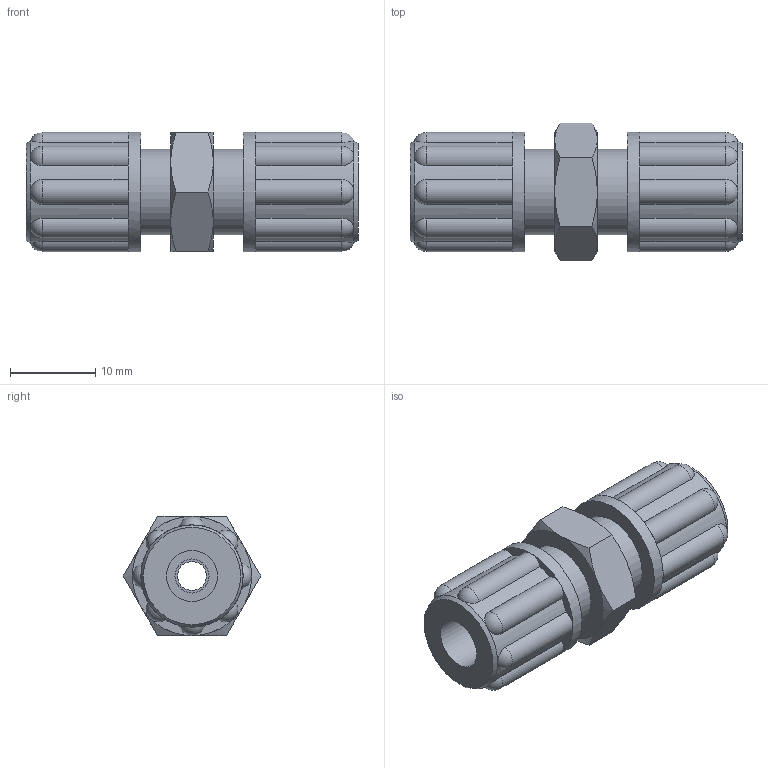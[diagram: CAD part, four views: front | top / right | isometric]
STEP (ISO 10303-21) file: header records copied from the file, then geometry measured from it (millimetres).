
FILE_DESCRIPTION(/* description */ (''),/* implementation_level */ '2;1');
FILE_NAME(/* name */ '1A100T40xx.stp',/* time_stamp */ '2017-11-02T12:48:57+01:00',/* author */ ('aruf'),/* organization */ (''),/* preprocessor_version */ 'ST-DEVELOPER v16.13',/* originating_system */ 'Autodesk Inventor 2018',/* authorisation */ '');
FILE_SCHEMA (('AUTOMOTIVE_DESIGN { 1 0 10303 214 3 1 1 }'));
Length unit declared in the file: millimetre
Products named in the file (1): 1A100T40xx
Bounding box: 39 x 16.17 x 14 mm (x, y, z)
Volume: 4195.9 mm3; surface area: 3247.1 mm2
Topology: 1 solids, 1 shells, 103 faces, 231 edges, 138 vertices
Faces by surface type: cylinder 41, plane 32, sphere 16, cone 14
Full cylindrical faces by diameter (mm): 3.4 x1, 4 x2, 6 x2, 10 x2, 14 x2
Entity records: 3119 total; most frequent: CARTESIAN_POINT 862, DIRECTION 498, ORIENTED_EDGE 440, AXIS2_PLACEMENT_3D 230, EDGE_CURVE 220, VERTEX_POINT 138, CIRCLE 126, EDGE_LOOP 124
